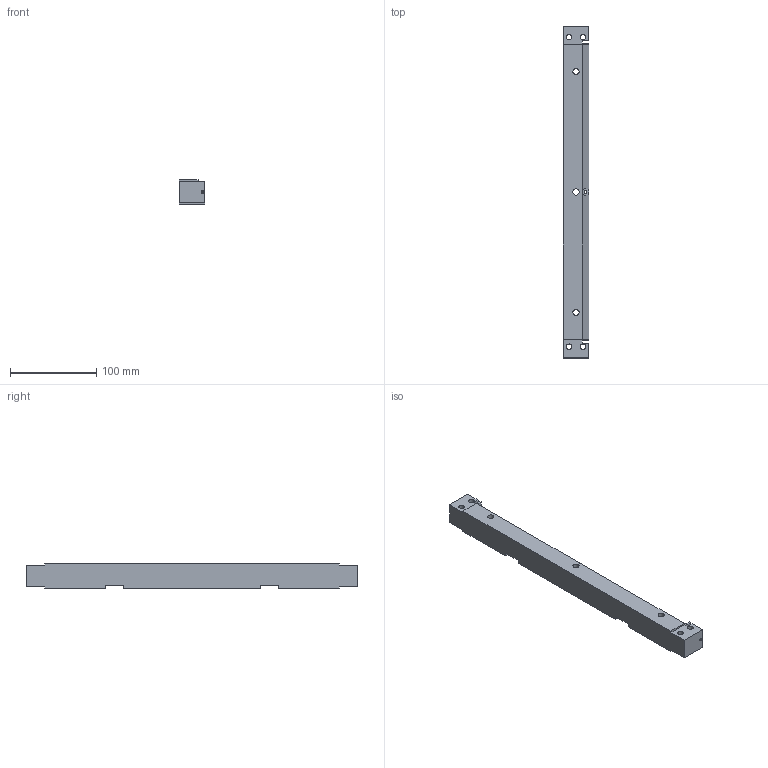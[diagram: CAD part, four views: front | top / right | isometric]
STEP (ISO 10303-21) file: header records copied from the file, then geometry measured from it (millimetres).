
FILE_DESCRIPTION(/* description */ ('Unknown'),/* implementation_level */ '2;1');
FILE_NAME(/* name */ '10138363-01_21.03.2024',/* time_stamp */ '2024-03-21T07:53:15+01:00',/* author */ ('Unknown'),/* organization */ ('Unknown'),/* preprocessor_version */ 'ST-DEVELOPER v16.7',/* originating_system */ 'DEX',/* authorisation */ $);
FILE_SCHEMA (('AUTOMOTIVE_DESIGN {1 0 10303 214 3 1 1}'));
Length unit declared in the file: millimetre
Products named in the file (1): 10138363-01
Bounding box: 30 x 386 x 29 mm (x, y, z)
Volume: 272299.5 mm3; surface area: 49564.5 mm2
Topology: 1 solids, 1 shells, 60 faces, 165 edges, 109 vertices
Faces by surface type: plane 41, cylinder 17, cone 2
Full cylindrical faces by diameter (mm): 2.5 x2, 3.242 x1, 3.5 x2, 6.45 x2, 6.5 x4, 7.2 x3
Entity records: 1836 total; most frequent: CARTESIAN_POINT 307, DIRECTION 300, ORIENTED_EDGE 286, EDGE_CURVE 143, LINE 108, VECTOR 108, VERTEX_POINT 103, EDGE_LOOP 98
